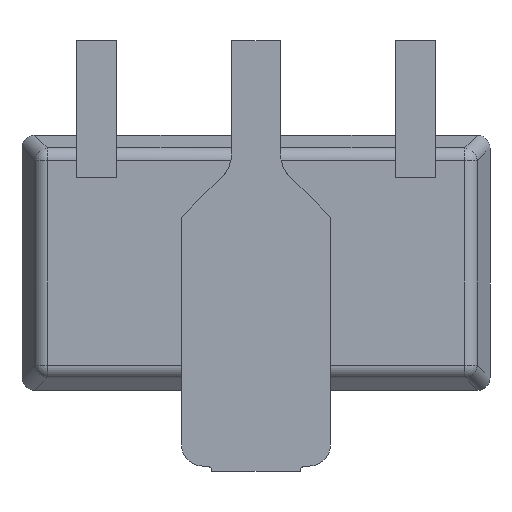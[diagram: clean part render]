
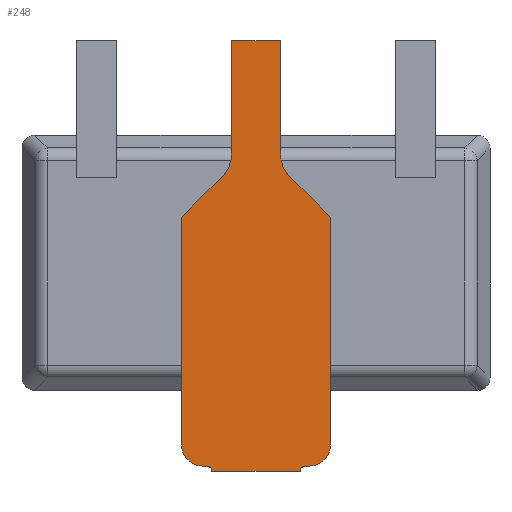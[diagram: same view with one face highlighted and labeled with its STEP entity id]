
A CAD part, front view. The second image highlights one B-rep face of the part: STEP entity #248.
In plain terms, the highlighted planar face has unit normal (0, -1, 0).
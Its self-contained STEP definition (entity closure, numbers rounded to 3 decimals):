
#15=EDGE_CURVE('NONE',#16,#18,#20,.F.);
#16=VERTEX_POINT('NONE',#17);
#17=CARTESIAN_POINT('',(-0.23,0.0,1.024));
#18=VERTEX_POINT('NONE',#19);
#19=CARTESIAN_POINT('',(-0.23,0.0,2.09));
#20=LINE('',#21,#22);
#21=CARTESIAN_POINT('',(-0.23,0.0,1.2));
#22=VECTOR('',#23,1.0);
#23=DIRECTION('',(0.,0.0,-1.0));
#55=EDGE_CURVE('NONE',#18,#56,#58,.F.);
#56=VERTEX_POINT('NONE',#57);
#57=CARTESIAN_POINT('',(0.23,0.0,2.09));
#58=LINE('',#59,#60);
#59=CARTESIAN_POINT('',(0.23,0.0,2.09));
#60=VECTOR('',#61,1.0);
#61=DIRECTION('',(-1.0,0.0,0.0));
#86=EDGE_CURVE('NONE',#56,#87,#89,.F.);
#87=VERTEX_POINT('NONE',#88);
#88=CARTESIAN_POINT('',(0.23,0.0,1.024));
#89=LINE('',#90,#91);
#90=CARTESIAN_POINT('',(0.23,0.0,1.2));
#91=VECTOR('',#92,1.0);
#92=DIRECTION('',(0.0,0.0,1.0));
#248=ADVANCED_FACE('NONE',(#249),#378,.T.);
#249=FACE_BOUND('NONE',#250,.T.);
#250=EDGE_LOOP('',(#251,#252,#261,#269,#277,#286,#294,#303,#311,#319,#327,#336,#344,#353,#361,#369,#376,#377));
#251=ORIENTED_EDGE('',*,*,#15,.F.);
#252=ORIENTED_EDGE('',*,*,#253,.T.);
#253=EDGE_CURVE('NONE',#16,#254,#256,.T.);
#254=VERTEX_POINT('NONE',#255);
#255=CARTESIAN_POINT('',(-0.318,0.0,0.812));
#256=CIRCLE('',#257,0.3);
#257=AXIS2_PLACEMENT_3D('',#258,#259,#260);
#258=CARTESIAN_POINT('',(-0.53,0.0,1.024));
#259=DIRECTION('',(0.0,1.0,0.0));
#260=DIRECTION('',(0.0,0.0,-1.0));
#261=ORIENTED_EDGE('',*,*,#262,.T.);
#262=EDGE_CURVE('NONE',#254,#263,#265,.T.);
#263=VERTEX_POINT('NONE',#264);
#264=CARTESIAN_POINT('',(-0.7,0.0,0.43));
#265=LINE('',#266,#267);
#266=CARTESIAN_POINT('',(-0.318,0.0,0.812));
#267=VECTOR('',#268,1.0);
#268=DIRECTION('',(-0.707,0.0,-0.707));
#269=ORIENTED_EDGE('',*,*,#270,.T.);
#270=EDGE_CURVE('NONE',#263,#271,#273,.T.);
#271=VERTEX_POINT('NONE',#272);
#272=CARTESIAN_POINT('',(-0.7,0.0,-1.71));
#273=LINE('',#274,#275);
#274=CARTESIAN_POINT('',(-0.7,0.0,0.43));
#275=VECTOR('',#276,1.0);
#276=DIRECTION('',(0.,0.0,-1.0));
#277=ORIENTED_EDGE('',*,*,#278,.T.);
#278=EDGE_CURVE('NONE',#271,#279,#281,.T.);
#279=VERTEX_POINT('NONE',#280);
#280=CARTESIAN_POINT('',(-0.5,0.0,-1.91));
#281=CIRCLE('',#282,0.2);
#282=AXIS2_PLACEMENT_3D('',#283,#284,#285);
#283=CARTESIAN_POINT('',(-0.5,0.0,-1.71));
#284=DIRECTION('',(0.0,-1.0,0.0));
#285=DIRECTION('',(0.0,0.0,-1.0));
#286=ORIENTED_EDGE('',*,*,#287,.T.);
#287=EDGE_CURVE('NONE',#279,#288,#290,.T.);
#288=VERTEX_POINT('NONE',#289);
#289=CARTESIAN_POINT('',(-0.462,0.0,-1.91));
#290=LINE('',#291,#292);
#291=CARTESIAN_POINT('',(-0.5,0.0,-1.91));
#292=VECTOR('',#293,1.0);
#293=DIRECTION('',(1.0,0.0,0.0));
#294=ORIENTED_EDGE('',*,*,#295,.T.);
#295=EDGE_CURVE('NONE',#288,#296,#298,.T.);
#296=VERTEX_POINT('NONE',#297);
#297=CARTESIAN_POINT('',(-0.417,0.0,-1.955));
#298=CIRCLE('',#299,0.045);
#299=AXIS2_PLACEMENT_3D('',#300,#301,#302);
#300=CARTESIAN_POINT('',(-0.462,0.0,-1.955));
#301=DIRECTION('',(0.0,1.0,0.0));
#302=DIRECTION('',(0.0,0.0,-1.0));
#303=ORIENTED_EDGE('',*,*,#304,.T.);
#304=EDGE_CURVE('NONE',#296,#305,#307,.T.);
#305=VERTEX_POINT('NONE',#306);
#306=CARTESIAN_POINT('',(-0.417,0.0,-1.96));
#307=LINE('',#308,#309);
#308=CARTESIAN_POINT('',(-0.417,0.0,-1.955));
#309=VECTOR('',#310,1.0);
#310=DIRECTION('',(0.0,0.0,-1.0));
#311=ORIENTED_EDGE('',*,*,#312,.T.);
#312=EDGE_CURVE('NONE',#305,#313,#315,.T.);
#313=VERTEX_POINT('NONE',#314);
#314=CARTESIAN_POINT('',(0.417,0.0,-1.96));
#315=LINE('',#316,#317);
#316=CARTESIAN_POINT('',(-0.417,0.0,-1.96));
#317=VECTOR('',#318,1.0);
#318=DIRECTION('',(1.0,0.0,0.0));
#319=ORIENTED_EDGE('',*,*,#320,.T.);
#320=EDGE_CURVE('NONE',#313,#321,#323,.T.);
#321=VERTEX_POINT('NONE',#322);
#322=CARTESIAN_POINT('',(0.417,0.0,-1.955));
#323=LINE('',#324,#325);
#324=CARTESIAN_POINT('',(0.417,0.0,-1.955));
#325=VECTOR('',#326,1.0);
#326=DIRECTION('',(0.0,0.0,1.0));
#327=ORIENTED_EDGE('',*,*,#328,.T.);
#328=EDGE_CURVE('NONE',#321,#329,#331,.T.);
#329=VERTEX_POINT('NONE',#330);
#330=CARTESIAN_POINT('',(0.462,0.0,-1.91));
#331=CIRCLE('',#332,0.045);
#332=AXIS2_PLACEMENT_3D('',#333,#334,#335);
#333=CARTESIAN_POINT('',(0.462,0.0,-1.955));
#334=DIRECTION('',(0.0,1.0,0.0));
#335=DIRECTION('',(0.0,0.0,1.0));
#336=ORIENTED_EDGE('',*,*,#337,.T.);
#337=EDGE_CURVE('NONE',#329,#338,#340,.T.);
#338=VERTEX_POINT('NONE',#339);
#339=CARTESIAN_POINT('',(0.5,0.0,-1.91));
#340=LINE('',#341,#342);
#341=CARTESIAN_POINT('',(0.5,0.0,-1.91));
#342=VECTOR('',#343,1.0);
#343=DIRECTION('',(1.0,0.0,0.));
#344=ORIENTED_EDGE('',*,*,#345,.T.);
#345=EDGE_CURVE('NONE',#338,#346,#348,.T.);
#346=VERTEX_POINT('NONE',#347);
#347=CARTESIAN_POINT('',(0.7,0.0,-1.71));
#348=CIRCLE('',#349,0.2);
#349=AXIS2_PLACEMENT_3D('',#350,#351,#352);
#350=CARTESIAN_POINT('',(0.5,0.0,-1.71));
#351=DIRECTION('',(0.0,-1.0,0.0));
#352=DIRECTION('',(0.0,0.0,1.0));
#353=ORIENTED_EDGE('',*,*,#354,.T.);
#354=EDGE_CURVE('NONE',#346,#355,#357,.T.);
#355=VERTEX_POINT('NONE',#356);
#356=CARTESIAN_POINT('',(0.7,0.0,0.43));
#357=LINE('',#358,#359);
#358=CARTESIAN_POINT('',(0.7,0.0,-1.2));
#359=VECTOR('',#360,1.0);
#360=DIRECTION('',(0.,0.0,1.0));
#361=ORIENTED_EDGE('',*,*,#362,.T.);
#362=EDGE_CURVE('NONE',#355,#363,#365,.T.);
#363=VERTEX_POINT('NONE',#364);
#364=CARTESIAN_POINT('',(0.318,0.0,0.812));
#365=LINE('',#366,#367);
#366=CARTESIAN_POINT('',(0.7,0.0,0.43));
#367=VECTOR('',#368,1.0);
#368=DIRECTION('',(-0.707,0.0,0.707));
#369=ORIENTED_EDGE('',*,*,#370,.T.);
#370=EDGE_CURVE('NONE',#363,#87,#371,.T.);
#371=CIRCLE('',#372,0.3);
#372=AXIS2_PLACEMENT_3D('',#373,#374,#375);
#373=CARTESIAN_POINT('',(0.53,0.0,1.024));
#374=DIRECTION('',(0.0,1.0,0.0));
#375=DIRECTION('',(0.0,0.0,-1.0));
#376=ORIENTED_EDGE('',*,*,#86,.F.);
#377=ORIENTED_EDGE('',*,*,#55,.F.);
#378=PLANE('',#379);
#379=AXIS2_PLACEMENT_3D('',#380,#381,#382);
#380=CARTESIAN_POINT('',(0.0,0.0,0.0));
#381=DIRECTION('',(0.0,-1.0,0.0));
#382=DIRECTION('',(0.0,0.0,-1.0));
